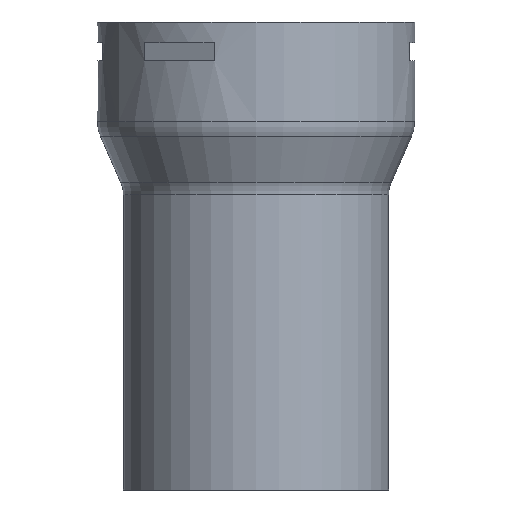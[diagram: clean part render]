
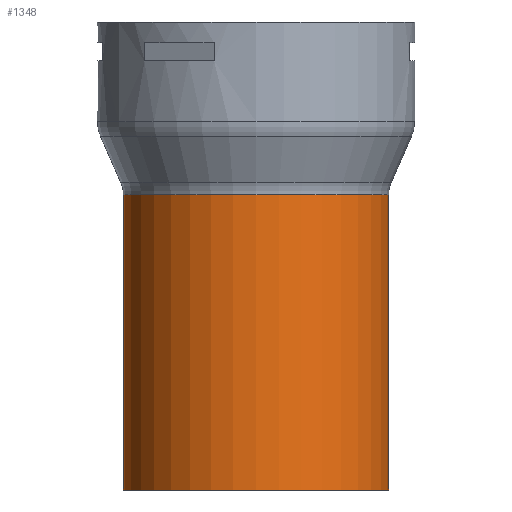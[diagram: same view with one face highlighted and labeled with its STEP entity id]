
A CAD part, front view. The second image highlights one B-rep face of the part: STEP entity #1348.
In plain terms, the highlighted cylindrical face has radius 510 mm (diameter 1020 mm), a full revolution.
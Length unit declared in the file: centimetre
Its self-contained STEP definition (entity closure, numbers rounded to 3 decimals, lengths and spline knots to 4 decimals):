
#30=CYLINDRICAL_SURFACE('',#1477,51.);
#70=CIRCLE('',#1446,51.);
#90=CIRCLE('',#1475,51.);
#91=CIRCLE('',#1476,51.);
#179=FACE_OUTER_BOUND('',#261,.T.);
#261=EDGE_LOOP('',(#1179,#1180,#1181,#1182,#1183));
#392=LINE('',#2257,#519);
#519=VECTOR('',#1853,51.);
#619=VERTEX_POINT('',#2200);
#635=VERTEX_POINT('',#2251);
#636=VERTEX_POINT('',#2253);
#791=EDGE_CURVE('',#619,#619,#70,.T.);
#818=EDGE_CURVE('',#636,#635,#90,.T.);
#819=EDGE_CURVE('',#635,#636,#91,.T.);
#820=EDGE_CURVE('',#619,#636,#392,.T.);
#1179=ORIENTED_EDGE('',*,*,#791,.F.);
#1180=ORIENTED_EDGE('',*,*,#820,.T.);
#1181=ORIENTED_EDGE('',*,*,#818,.T.);
#1182=ORIENTED_EDGE('',*,*,#819,.T.);
#1183=ORIENTED_EDGE('',*,*,#820,.F.);
#1348=ADVANCED_FACE('',(#179),#30,.T.);
#1446=AXIS2_PLACEMENT_3D('',#2201,#1782,#1783);
#1475=AXIS2_PLACEMENT_3D('',#2254,#1847,#1848);
#1476=AXIS2_PLACEMENT_3D('',#2255,#1849,#1850);
#1477=AXIS2_PLACEMENT_3D('',#2256,#1851,#1852);
#1782=DIRECTION('center_axis',(0.,0.,-1.));
#1783=DIRECTION('ref_axis',(0.,1.,0.));
#1847=DIRECTION('center_axis',(0.,0.,-1.));
#1848=DIRECTION('ref_axis',(1.,0.,0.));
#1849=DIRECTION('center_axis',(0.,0.,-1.));
#1850=DIRECTION('ref_axis',(1.,0.,0.));
#1851=DIRECTION('center_axis',(0.,0.,-1.));
#1852=DIRECTION('ref_axis',(-1.,0.,0.));
#1853=DIRECTION('',(0.,0.,1.));
#2200=CARTESIAN_POINT('',(51.,0.,0.));
#2201=CARTESIAN_POINT('Origin',(0.,0.,0.));
#2251=CARTESIAN_POINT('',(0.,-51.,113.4764));
#2253=CARTESIAN_POINT('',(51.,0.,113.4764));
#2254=CARTESIAN_POINT('Origin',(0.,0.,113.4764));
#2255=CARTESIAN_POINT('Origin',(0.,0.,113.4764));
#2256=CARTESIAN_POINT('Origin',(0.,0.,86.7382));
#2257=CARTESIAN_POINT('',(51.,0.,86.7382));
